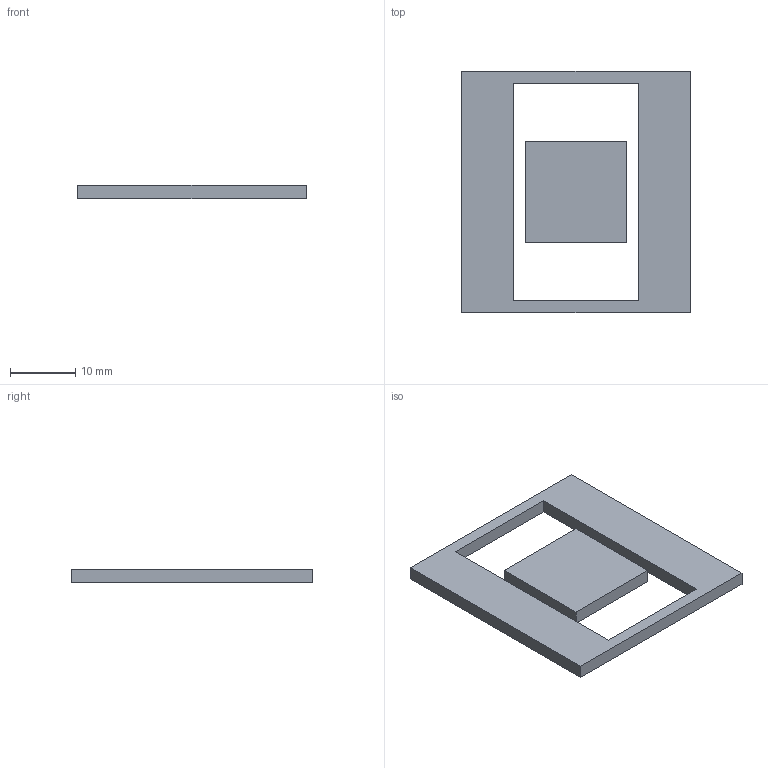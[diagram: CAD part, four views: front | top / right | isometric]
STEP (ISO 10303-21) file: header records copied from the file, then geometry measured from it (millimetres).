
FILE_DESCRIPTION(('Open CASCADE Model'),'2;1');
FILE_NAME('Open CASCADE Shape Model','2025-01-19T19:01:04',('Author'),( 'Open CASCADE'),'Open CASCADE STEP processor 7.7','Open CASCADE 7.7' ,'Unknown');
FILE_SCHEMA(('AUTOMOTIVE_DESIGN { 1 0 10303 214 1 1 1 1 }'));
Length unit declared in the file: millimetre
Products named in the file (4): Open CASCADE STEP translator 7.7 63; Open CASCADE STEP translator 7.7 63.1; Open CASCADE STEP translator 7.7 63.1.1; Open CASCADE STEP translator 7.7 63.1.2
Assembly tree (3 placements, depth 3):
  Open CASCADE STEP translator 7.7 63
    Open CASCADE STEP translator 7.7 63.1
      Open CASCADE STEP translator 7.7 63.1.1
      Open CASCADE STEP translator 7.7 63.1.2
Bounding box: 35 x 37 x 2.1 mm (x, y, z)
Volume: 1891.9 mm3; surface area: 2455.4 mm2
Topology: 2 solids, 2 shells, 16 faces, 36 edges, 24 vertices
Faces by surface type: plane 16
Entity records: 974 total; most frequent: CARTESIAN_POINT 152, DIRECTION 148, LINE 108, VECTOR 108, ORIENTED_EDGE 72, PCURVE 72, DEFINITIONAL_REPRESENTATION 72, EDGE_CURVE 36
